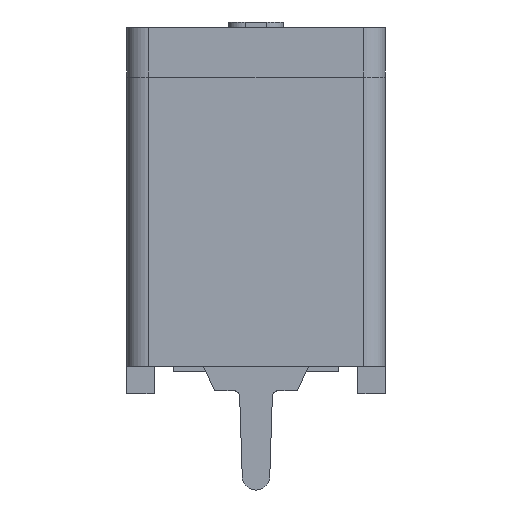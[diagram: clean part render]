
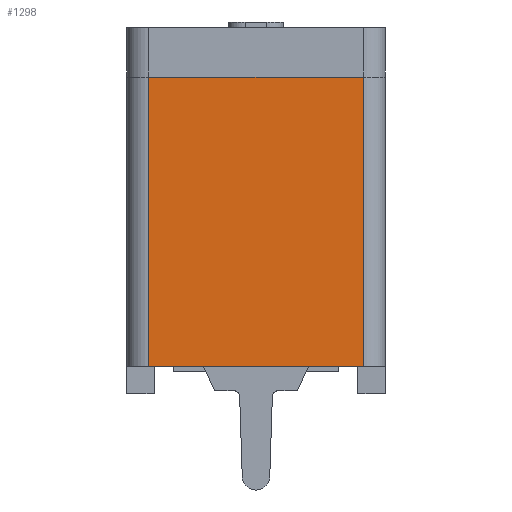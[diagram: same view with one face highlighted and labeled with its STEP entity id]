
A CAD part, left-side view. The second image highlights one B-rep face of the part: STEP entity #1298.
In plain terms, the highlighted planar face has unit normal (-1, 0, 0).
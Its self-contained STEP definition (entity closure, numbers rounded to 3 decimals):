
#73 = CARTESIAN_POINT ( 'NONE',  ( -12.2, -3.9, 11.5 ) ) ;
#613 = EDGE_CURVE ( 'NONE', #8520, #3846, #9229, .T. ) ;
#1163 = PLANE ( 'NONE',  #7710 ) ;
#1298 = ADVANCED_FACE ( 'NONE', ( #12038 ), #1163, .T. ) ;
#2259 = CARTESIAN_POINT ( 'NONE',  ( -12.2, -4.095, 11.763 ) ) ;
#2798 = ORIENTED_EDGE ( 'NONE', *, *, #2810, .F. ) ;
#2810 = EDGE_CURVE ( 'NONE', #8520, #5628, #4849, .T. ) ;
#3476 = EDGE_LOOP ( 'NONE', ( #8472, #2798, #3903, #10348 ) ) ;
#3739 = CARTESIAN_POINT ( 'NONE',  ( -12.2, 3.9, 11.5 ) ) ;
#3846 = VERTEX_POINT ( 'NONE', #73 ) ;
#3877 = CARTESIAN_POINT ( 'NONE',  ( -12.2, -4.095, 11.5 ) ) ;
#3903 = ORIENTED_EDGE ( 'NONE', *, *, #613, .T. ) ;
#3946 = DIRECTION ( 'NONE',  ( 0., 1., 0. ) ) ;
#4002 = DIRECTION ( 'NONE',  ( 0., 0., -1. ) ) ;
#4849 = LINE ( 'NONE', #6979, #9983 ) ;
#5303 = DIRECTION ( 'NONE',  ( -1., 0., 0. ) ) ;
#5628 = VERTEX_POINT ( 'NONE', #10679 ) ;
#6663 = VECTOR ( 'NONE', #10651, 1000. ) ;
#6841 = CARTESIAN_POINT ( 'NONE',  ( -12.2, -3.9, 1. ) ) ;
#6899 = VERTEX_POINT ( 'NONE', #3739 ) ;
#6979 = CARTESIAN_POINT ( 'NONE',  ( -12.2, -4.935, 1. ) ) ;
#7031 = DIRECTION ( 'NONE',  ( 0., 1., 0. ) ) ;
#7710 = AXIS2_PLACEMENT_3D ( 'NONE', #2259, #5303, #11274 ) ;
#8472 = ORIENTED_EDGE ( 'NONE', *, *, #11402, .T. ) ;
#8499 = EDGE_CURVE ( 'NONE', #3846, #6899, #11961, .T. ) ;
#8520 = VERTEX_POINT ( 'NONE', #6841 ) ;
#9229 = LINE ( 'NONE', #9608, #6663 ) ;
#9608 = CARTESIAN_POINT ( 'NONE',  ( -12.2, -3.9, 11.763 ) ) ;
#9983 = VECTOR ( 'NONE', #3946, 1000. ) ;
#10348 = ORIENTED_EDGE ( 'NONE', *, *, #8499, .T. ) ;
#10651 = DIRECTION ( 'NONE',  ( 0., 0., 1. ) ) ;
#10679 = CARTESIAN_POINT ( 'NONE',  ( -12.2, 3.9, 1. ) ) ;
#10831 = VECTOR ( 'NONE', #4002, 1000. ) ;
#10932 = LINE ( 'NONE', #11964, #10831 ) ;
#11274 = DIRECTION ( 'NONE',  ( 0., 0., 1. ) ) ;
#11402 = EDGE_CURVE ( 'NONE', #6899, #5628, #10932, .T. ) ;
#11961 = LINE ( 'NONE', #3877, #12594 ) ;
#11964 = CARTESIAN_POINT ( 'NONE',  ( -12.2, 3.9, 11.763 ) ) ;
#12038 = FACE_OUTER_BOUND ( 'NONE', #3476, .T. ) ;
#12594 = VECTOR ( 'NONE', #7031, 1000. ) ;
